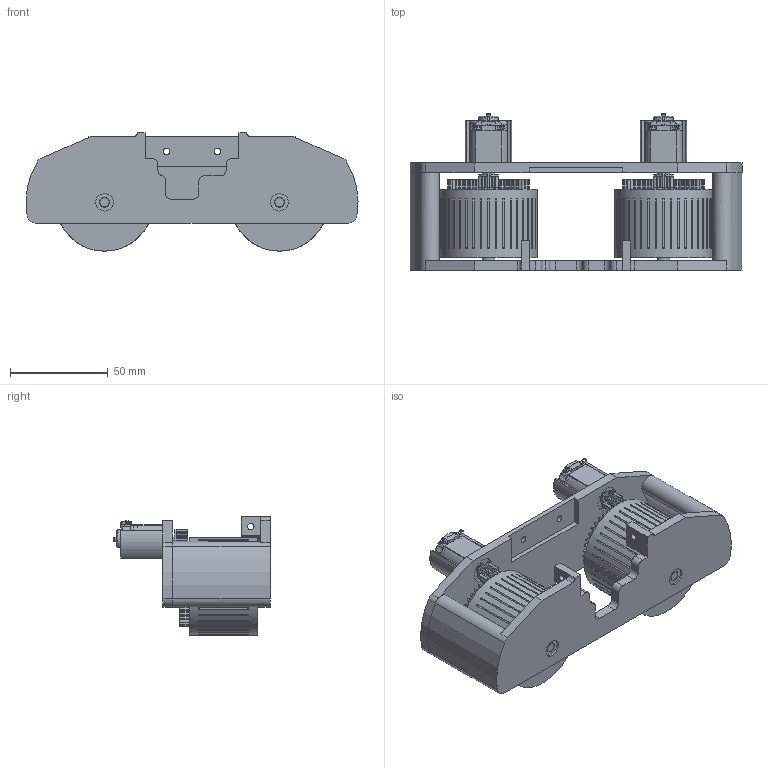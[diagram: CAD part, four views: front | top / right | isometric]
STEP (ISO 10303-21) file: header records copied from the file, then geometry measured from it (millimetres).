
FILE_DESCRIPTION(/* description */ (''),/* implementation_level */ '2;1');
FILE_NAME(/* name */ 'Two Motor Flywheel v42.step',/* time_stamp */ '2024-07-24T04:37:22-04:00',/* author */ (''),/* organization */ (''),/* preprocessor_version */ 'ST-DEVELOPER v20',/* originating_system */ 'Autodesk Translation Framework v13.14.0.145',/* authorisation */ '');
FILE_SCHEMA (('AUTOMOTIVE_DESIGN { 1 0 10303 214 3 1 1 }'));
Length unit declared in the file: millimetre
Products named in the file (19): Two Motor Flywheel; type_fa130; type_fa130_1; housing; endbell; brushholder; brush; bush; shaft; Motor and Flywheel Mount; 11mm OD 5mm ID Bearing; 11mm OD 5mm ID Bearing (1); 11mm OD 5mm ID Bearing (2); 11mm OD 5mm ID Bearing (3); 50mm Flywheel; 50mm Flywheel_1; Flywheel Motor Pinion; Component1; Motor + Flywheel Mount 2
Assembly tree (28 placements, depth 3):
  Two Motor Flywheel
    type_fa130
      housing
      endbell
      brushholder
      brush  x2
      bush
      shaft
    type_fa130_1
      housing
      endbell
      brushholder
      brush  x2
      bush
      shaft
    Motor and Flywheel Mount
    11mm OD 5mm ID Bearing
    11mm OD 5mm ID Bearing (1)
    11mm OD 5mm ID Bearing (2)
    11mm OD 5mm ID Bearing (3)
    50mm Flywheel  x2
      50mm Flywheel_1
    Flywheel Motor Pinion  x2
      Component1
    Motor + Flywheel Mount 2
Bounding box: 169.89 x 80.2 x 60.55 mm (x, y, z)
Volume: 244835.3 mm3; surface area: 78800.4 mm2
Topology: 24 solids, 24 shells, 2063 faces, 6009 edges, 3460 vertices
Faces by surface type: plane 933, cylinder 548, bspline 336, sphere 184, torus 38, cone 24
Full cylindrical faces by diameter (mm): 2 x4, 2.1 x6, 2.3 x4, 3 x1, 3.3 x7, 4 x2, 4.8 x4, 5 x4, 5.45 x2, 5.55 x2, 6.15 x2, 6.5 x4, 9 x4, 9.9 x2, 11 x4, 11.2 x4, 12.8 x2, 50 x2
Entity records: 43366 total; most frequent: CARTESIAN_POINT 17335, ORIENTED_EDGE 5760, DIRECTION 4766, EDGE_CURVE 2880, VERTEX_POINT 1757, AXIS2_PLACEMENT_3D 1658, LINE 1450, VECTOR 1450
